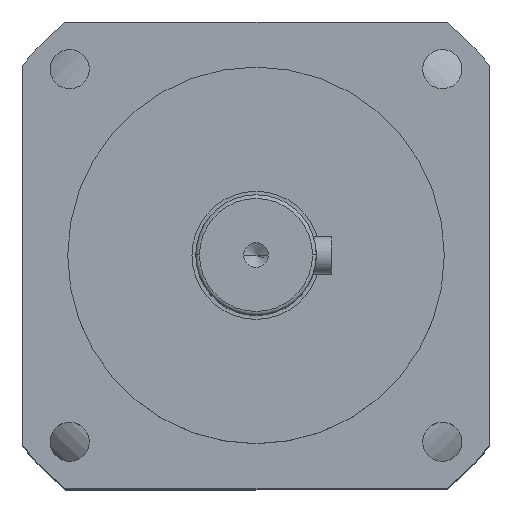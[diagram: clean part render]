
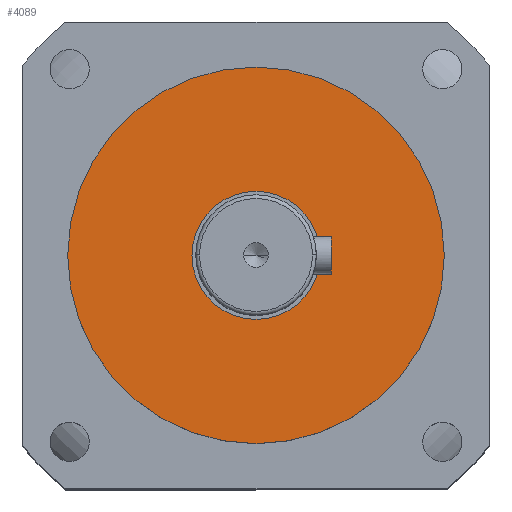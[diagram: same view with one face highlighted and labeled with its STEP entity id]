
A CAD part, top view. The second image highlights one B-rep face of the part: STEP entity #4089.
In plain terms, the highlighted planar face has unit normal (0, 0, 1).
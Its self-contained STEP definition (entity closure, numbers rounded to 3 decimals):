
#75 = DIRECTION ( 'NONE',  ( 0., 0., 1. ) ) ;
#314 = ORIENTED_EDGE ( 'NONE', *, *, #4117, .F. ) ;
#585 = DIRECTION ( 'NONE',  ( 0., 0., 1. ) ) ;
#613 = CIRCLE ( 'NONE', #6967, 8.5 ) ;
#660 = EDGE_CURVE ( 'NONE', #2045, #3762, #2156, .T. ) ;
#842 = ORIENTED_EDGE ( 'NONE', *, *, #660, .T. ) ;
#1409 = AXIS2_PLACEMENT_3D ( 'NONE', #3865, #585, #4407 ) ;
#1463 = CARTESIAN_POINT ( 'NONE',  ( 0., 25., -28. ) ) ;
#1820 = CARTESIAN_POINT ( 'NONE',  ( 0., 0., -28. ) ) ;
#1889 = EDGE_CURVE ( 'NONE', #2604, #5113, #5585, .T. ) ;
#2033 = DIRECTION ( 'NONE',  ( 0., 0., -1. ) ) ;
#2045 = VERTEX_POINT ( 'NONE', #2360 ) ;
#2156 = CIRCLE ( 'NONE', #1409, 25. ) ;
#2360 = CARTESIAN_POINT ( 'NONE',  ( 25., 0., -28. ) ) ;
#2380 = CARTESIAN_POINT ( 'NONE',  ( 0., 0., -28. ) ) ;
#2382 = DIRECTION ( 'NONE',  ( 1., 0., 0. ) ) ;
#2569 = EDGE_LOOP ( 'NONE', ( #842, #4959 ) ) ;
#2604 = VERTEX_POINT ( 'NONE', #4981 ) ;
#2697 = EDGE_LOOP ( 'NONE', ( #314, #5393 ) ) ;
#2926 = DIRECTION ( 'NONE',  ( 1., 0., 0. ) ) ;
#3370 = CARTESIAN_POINT ( 'NONE',  ( 0., 0., -28. ) ) ;
#3762 = VERTEX_POINT ( 'NONE', #5079 ) ;
#3865 = CARTESIAN_POINT ( 'NONE',  ( 0., 0., -28. ) ) ;
#3905 = DIRECTION ( 'NONE',  ( 1., 0., 0. ) ) ;
#4089 = ADVANCED_FACE ( 'NONE', ( #6261, #4988 ), #4188, .F. ) ;
#4117 = EDGE_CURVE ( 'NONE', #5113, #2604, #613, .T. ) ;
#4188 = PLANE ( 'NONE',  #5863 ) ;
#4287 = CARTESIAN_POINT ( 'NONE',  ( 8.5, 0., -28. ) ) ;
#4407 = DIRECTION ( 'NONE',  ( 1., 0., 0. ) ) ;
#4959 = ORIENTED_EDGE ( 'NONE', *, *, #6400, .T. ) ;
#4981 = CARTESIAN_POINT ( 'NONE',  ( -8.5, 0., -28. ) ) ;
#4988 = FACE_OUTER_BOUND ( 'NONE', #2569, .T. ) ;
#5037 = AXIS2_PLACEMENT_3D ( 'NONE', #2380, #6175, #2926 ) ;
#5079 = CARTESIAN_POINT ( 'NONE',  ( -25., 0., -28. ) ) ;
#5113 = VERTEX_POINT ( 'NONE', #4287 ) ;
#5393 = ORIENTED_EDGE ( 'NONE', *, *, #1889, .F. ) ;
#5513 = CIRCLE ( 'NONE', #6065, 25. ) ;
#5585 = CIRCLE ( 'NONE', #5037, 8.5 ) ;
#5634 = DIRECTION ( 'NONE',  ( 0., 0., 1. ) ) ;
#5843 = DIRECTION ( 'NONE',  ( -1., 0., 0. ) ) ;
#5863 = AXIS2_PLACEMENT_3D ( 'NONE', #1463, #2033, #5843 ) ;
#6065 = AXIS2_PLACEMENT_3D ( 'NONE', #1820, #5634, #2382 ) ;
#6175 = DIRECTION ( 'NONE',  ( 0., 0., 1. ) ) ;
#6261 = FACE_BOUND ( 'NONE', #2697, .T. ) ;
#6400 = EDGE_CURVE ( 'NONE', #3762, #2045, #5513, .T. ) ;
#6967 = AXIS2_PLACEMENT_3D ( 'NONE', #3370, #75, #3905 ) ;
